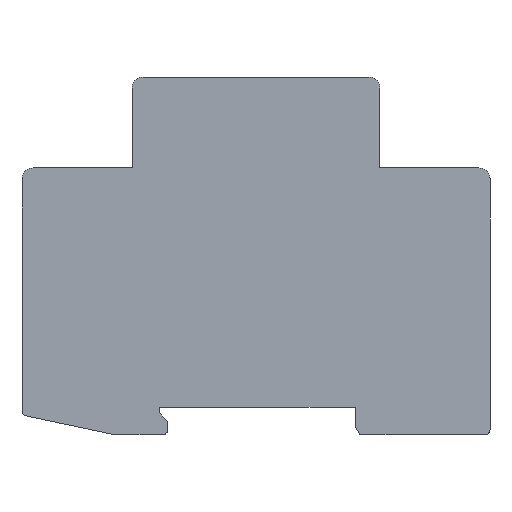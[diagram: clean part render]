
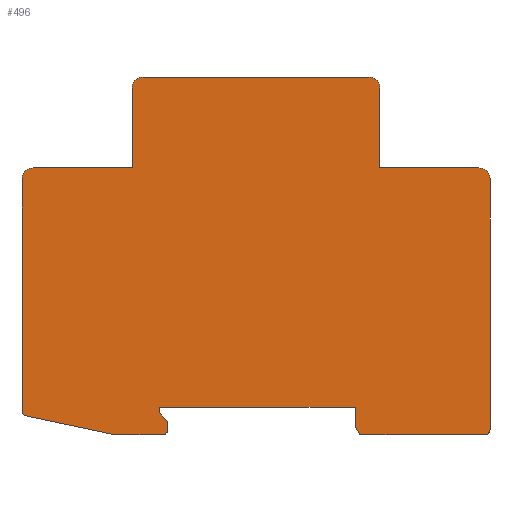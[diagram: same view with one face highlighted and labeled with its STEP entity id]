
A CAD part, left-side view. The second image highlights one B-rep face of the part: STEP entity #496.
In plain terms, the highlighted planar face has unit normal (-1, 0, 0).
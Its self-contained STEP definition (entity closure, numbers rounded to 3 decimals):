
#37=PLANE('',#548);
#40=LINE('',#695,#95);
#44=LINE('',#707,#99);
#47=LINE('',#713,#102);
#51=LINE('',#725,#106);
#55=LINE('',#737,#110);
#58=LINE('',#743,#113);
#61=LINE('',#749,#116);
#64=LINE('',#755,#119);
#67=LINE('',#761,#122);
#70=LINE('',#767,#125);
#73=LINE('',#773,#128);
#77=LINE('',#785,#132);
#80=LINE('',#791,#135);
#84=LINE('',#803,#139);
#88=LINE('',#815,#143);
#91=LINE('',#821,#146);
#95=VECTOR('',#561,1000.);
#99=VECTOR('',#573,1000.);
#102=VECTOR('',#578,1000.);
#106=VECTOR('',#590,1000.);
#110=VECTOR('',#602,1000.);
#113=VECTOR('',#607,1000.);
#116=VECTOR('',#612,1000.);
#119=VECTOR('',#617,1000.);
#122=VECTOR('',#622,1000.);
#125=VECTOR('',#627,1000.);
#128=VECTOR('',#632,1000.);
#132=VECTOR('',#644,1000.);
#135=VECTOR('',#649,1000.);
#139=VECTOR('',#661,1000.);
#143=VECTOR('',#673,1000.);
#146=VECTOR('',#678,1000.);
#263=ORIENTED_EDGE('',*,*,#286,.F.);
#264=ORIENTED_EDGE('',*,*,#353,.F.);
#265=ORIENTED_EDGE('',*,*,#350,.F.);
#266=ORIENTED_EDGE('',*,*,#347,.F.);
#267=ORIENTED_EDGE('',*,*,#344,.F.);
#268=ORIENTED_EDGE('',*,*,#341,.F.);
#269=ORIENTED_EDGE('',*,*,#338,.F.);
#270=ORIENTED_EDGE('',*,*,#335,.F.);
#271=ORIENTED_EDGE('',*,*,#332,.F.);
#272=ORIENTED_EDGE('',*,*,#329,.F.);
#273=ORIENTED_EDGE('',*,*,#326,.F.);
#274=ORIENTED_EDGE('',*,*,#323,.F.);
#275=ORIENTED_EDGE('',*,*,#320,.F.);
#276=ORIENTED_EDGE('',*,*,#317,.F.);
#277=ORIENTED_EDGE('',*,*,#314,.F.);
#278=ORIENTED_EDGE('',*,*,#311,.F.);
#279=ORIENTED_EDGE('',*,*,#308,.F.);
#280=ORIENTED_EDGE('',*,*,#305,.F.);
#281=ORIENTED_EDGE('',*,*,#302,.F.);
#282=ORIENTED_EDGE('',*,*,#299,.F.);
#283=ORIENTED_EDGE('',*,*,#296,.F.);
#284=ORIENTED_EDGE('',*,*,#293,.F.);
#285=ORIENTED_EDGE('',*,*,#290,.F.);
#286=EDGE_CURVE('',#355,#356,#401,.T.);
#290=EDGE_CURVE('',#356,#359,#40,.T.);
#293=EDGE_CURVE('',#359,#361,#403,.T.);
#296=EDGE_CURVE('',#361,#363,#44,.T.);
#299=EDGE_CURVE('',#363,#365,#47,.T.);
#302=EDGE_CURVE('',#365,#367,#405,.T.);
#305=EDGE_CURVE('',#367,#369,#51,.T.);
#308=EDGE_CURVE('',#369,#371,#407,.T.);
#311=EDGE_CURVE('',#371,#373,#55,.T.);
#314=EDGE_CURVE('',#373,#375,#58,.T.);
#317=EDGE_CURVE('',#375,#377,#61,.T.);
#320=EDGE_CURVE('',#377,#379,#64,.T.);
#323=EDGE_CURVE('',#379,#381,#67,.T.);
#326=EDGE_CURVE('',#381,#383,#70,.T.);
#329=EDGE_CURVE('',#383,#385,#73,.T.);
#332=EDGE_CURVE('',#385,#387,#409,.T.);
#335=EDGE_CURVE('',#387,#389,#77,.T.);
#338=EDGE_CURVE('',#389,#391,#80,.T.);
#341=EDGE_CURVE('',#391,#393,#411,.T.);
#344=EDGE_CURVE('',#393,#395,#84,.T.);
#347=EDGE_CURVE('',#395,#397,#413,.T.);
#350=EDGE_CURVE('',#397,#399,#88,.T.);
#353=EDGE_CURVE('',#399,#355,#91,.T.);
#355=VERTEX_POINT('',#687);
#356=VERTEX_POINT('',#688);
#359=VERTEX_POINT('',#696);
#361=VERTEX_POINT('',#702);
#363=VERTEX_POINT('',#708);
#365=VERTEX_POINT('',#714);
#367=VERTEX_POINT('',#720);
#369=VERTEX_POINT('',#726);
#371=VERTEX_POINT('',#732);
#373=VERTEX_POINT('',#738);
#375=VERTEX_POINT('',#744);
#377=VERTEX_POINT('',#750);
#379=VERTEX_POINT('',#756);
#381=VERTEX_POINT('',#762);
#383=VERTEX_POINT('',#768);
#385=VERTEX_POINT('',#774);
#387=VERTEX_POINT('',#780);
#389=VERTEX_POINT('',#786);
#391=VERTEX_POINT('',#792);
#393=VERTEX_POINT('',#798);
#395=VERTEX_POINT('',#804);
#397=VERTEX_POINT('',#810);
#399=VERTEX_POINT('',#816);
#401=CIRCLE('',#511,2.);
#403=CIRCLE('',#515,2.);
#405=CIRCLE('',#520,2.);
#407=CIRCLE('',#524,1.);
#409=CIRCLE('',#534,1.);
#411=CIRCLE('',#539,1.);
#413=CIRCLE('',#543,2.);
#439=EDGE_LOOP('',(#263,#264,#265,#266,#267,#268,#269,#270,#271,#272,#273,
#274,#275,#276,#277,#278,#279,#280,#281,#282,#283,#284,#285));
#464=FACE_BOUND('',#439,.T.);
#496=ADVANCED_FACE('',(#464),#37,.F.);
#511=AXIS2_PLACEMENT_3D('',#686,#553,#554);
#515=AXIS2_PLACEMENT_3D('',#701,#566,#567);
#520=AXIS2_PLACEMENT_3D('',#719,#583,#584);
#524=AXIS2_PLACEMENT_3D('',#731,#595,#596);
#534=AXIS2_PLACEMENT_3D('',#779,#637,#638);
#539=AXIS2_PLACEMENT_3D('',#797,#654,#655);
#543=AXIS2_PLACEMENT_3D('',#809,#666,#667);
#548=AXIS2_PLACEMENT_3D('',#824,#682,#683);
#553=DIRECTION('',(1.,0.,0.));
#554=DIRECTION('',(0.,0.,-1.));
#561=DIRECTION('',(0.,-1.,0.));
#566=DIRECTION('',(1.,0.,0.));
#567=DIRECTION('',(0.,0.,-1.));
#573=DIRECTION('',(0.,0.,-1.));
#578=DIRECTION('',(0.,-1.,0.));
#583=DIRECTION('',(1.,0.,0.));
#584=DIRECTION('',(0.,0.,-1.));
#590=DIRECTION('',(0.,0.,-1.));
#595=DIRECTION('',(1.,0.,0.));
#596=DIRECTION('',(0.,0.,-1.));
#602=DIRECTION('',(0.,1.,0.));
#607=DIRECTION('',(0.,0.5,0.866));
#612=DIRECTION('',(0.,0.,1.));
#617=DIRECTION('',(0.,1.,0.));
#622=DIRECTION('',(0.,0.,-1.));
#627=DIRECTION('',(0.,-0.707,-0.707));
#632=DIRECTION('',(0.,0.,-1.));
#637=DIRECTION('',(1.,0.,0.));
#638=DIRECTION('',(0.,0.,-1.));
#644=DIRECTION('',(0.,1.,0.));
#649=DIRECTION('',(0.,0.978,0.208));
#654=DIRECTION('',(1.,0.,0.));
#655=DIRECTION('',(0.,0.,-1.));
#661=DIRECTION('',(0.,0.,1.));
#666=DIRECTION('',(1.,0.,0.));
#667=DIRECTION('',(0.,0.,-1.));
#673=DIRECTION('',(0.,-1.,0.));
#678=DIRECTION('',(0.,0.,1.));
#682=DIRECTION('',(1.,0.,0.));
#683=DIRECTION('',(0.,0.,-1.));
#686=CARTESIAN_POINT('',(0.,63.,63.));
#687=CARTESIAN_POINT('',(0.,65.,63.));
#688=CARTESIAN_POINT('',(0.,63.,65.));
#695=CARTESIAN_POINT('',(0.,63.,65.));
#696=CARTESIAN_POINT('',(0.,22.,65.));
#701=CARTESIAN_POINT('',(0.,22.,63.));
#702=CARTESIAN_POINT('',(0.,20.,63.));
#707=CARTESIAN_POINT('',(0.,20.,63.));
#708=CARTESIAN_POINT('',(0.,20.,48.5));
#713=CARTESIAN_POINT('',(0.,20.,48.5));
#714=CARTESIAN_POINT('',(0.,2.,48.5));
#719=CARTESIAN_POINT('',(0.,2.,46.5));
#720=CARTESIAN_POINT('',(0.,0.,46.5));
#725=CARTESIAN_POINT('',(0.,0.,46.5));
#726=CARTESIAN_POINT('',(0.,0.,1.));
#731=CARTESIAN_POINT('',(0.,1.,1.));
#732=CARTESIAN_POINT('',(0.,1.,0.));
#737=CARTESIAN_POINT('',(0.,1.,0.));
#738=CARTESIAN_POINT('',(0.,23.634,0.));
#743=CARTESIAN_POINT('',(0.,23.634,0.));
#744=CARTESIAN_POINT('',(0.,24.5,1.5));
#749=CARTESIAN_POINT('',(0.,24.5,1.5));
#750=CARTESIAN_POINT('',(0.,24.5,5.));
#755=CARTESIAN_POINT('',(0.,24.5,5.));
#756=CARTESIAN_POINT('',(0.,60.,5.));
#761=CARTESIAN_POINT('',(0.,60.,5.));
#762=CARTESIAN_POINT('',(0.,60.,4.));
#767=CARTESIAN_POINT('',(0.,60.,4.));
#768=CARTESIAN_POINT('',(0.,58.5,2.5));
#773=CARTESIAN_POINT('',(0.,58.5,2.5));
#774=CARTESIAN_POINT('',(0.,58.5,1.));
#779=CARTESIAN_POINT('',(0.,59.5,1.));
#780=CARTESIAN_POINT('',(0.,59.5,0.));
#785=CARTESIAN_POINT('',(0.,59.5,0.));
#786=CARTESIAN_POINT('',(0.,68.,0.));
#791=CARTESIAN_POINT('',(0.,68.,0.));
#792=CARTESIAN_POINT('',(0.,84.208,3.445));
#797=CARTESIAN_POINT('',(0.,84.,4.423));
#798=CARTESIAN_POINT('',(0.,85.,4.423));
#803=CARTESIAN_POINT('',(0.,85.,4.423));
#804=CARTESIAN_POINT('',(0.,85.,46.5));
#809=CARTESIAN_POINT('',(0.,83.,46.5));
#810=CARTESIAN_POINT('',(0.,83.,48.5));
#815=CARTESIAN_POINT('',(0.,83.,48.5));
#816=CARTESIAN_POINT('',(0.,65.,48.5));
#821=CARTESIAN_POINT('',(0.,65.,48.5));
#824=CARTESIAN_POINT('',(0.,63.,63.));
